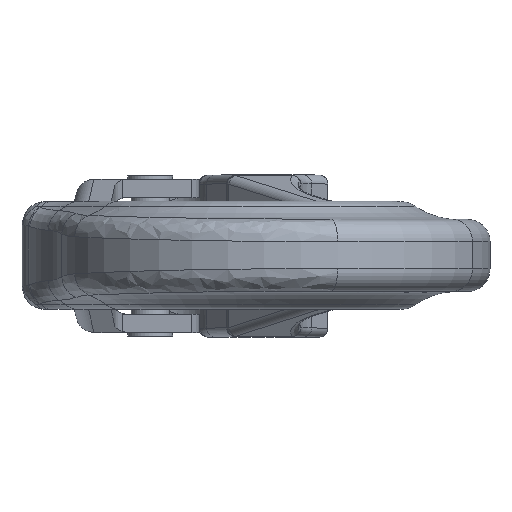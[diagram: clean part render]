
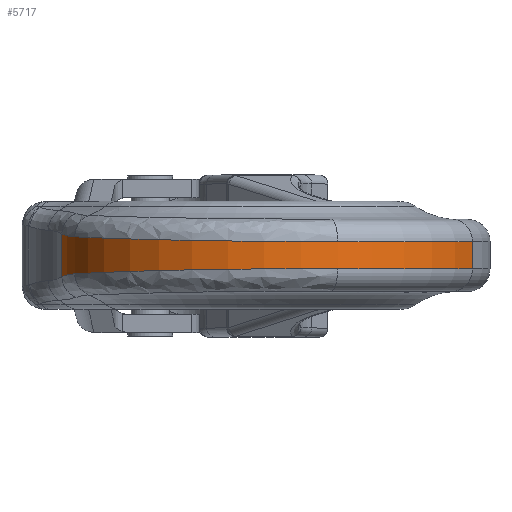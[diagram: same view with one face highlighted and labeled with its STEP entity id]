
A CAD part, top view. The second image highlights one B-rep face of the part: STEP entity #5717.
In plain terms, the highlighted cylindrical face has radius 24 mm (diameter 48 mm), a partial arc.
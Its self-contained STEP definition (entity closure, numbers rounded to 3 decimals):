
#395=DIRECTION('',(0.,1.,0.));
#396=VECTOR('',#395,4.724);
#397=CARTESIAN_POINT('',(-21.065,-2.362,51.048));
#398=LINE('',#397,#396);
#407=DIRECTION('',(0.,1.,0.));
#408=VECTOR('',#407,3.);
#409=CARTESIAN_POINT('',(24.559,-1.5,55.955));
#410=LINE('',#409,#408);
#430=CARTESIAN_POINT('',(2.5,-1.5,46.5));
#431=DIRECTION('',(0.,-1.,0.));
#432=DIRECTION('',(0.919,0.,0.394));
#433=AXIS2_PLACEMENT_3D('',#430,#431,#432);
#450=CARTESIAN_POINT('',(9.569,-1.5,69.435));
#451=CARTESIAN_POINT('',(8.546,-1.5,69.751));
#452=CARTESIAN_POINT('',(6.457,-1.503,70.244));
#453=CARTESIAN_POINT('',(3.254,-1.516,70.56));
#454=CARTESIAN_POINT('',(0.038,-1.54,70.445));
#455=CARTESIAN_POINT('',(-3.135,-1.575,69.903));
#456=CARTESIAN_POINT('',(-6.207,-1.623,68.942));
#457=CARTESIAN_POINT('',(-9.123,-1.681,67.58));
#458=CARTESIAN_POINT('',(-11.832,-1.75,65.84));
#459=CARTESIAN_POINT('',(-14.286,-1.825,63.753));
#460=CARTESIAN_POINT('',(-16.437,-1.905,61.361));
#461=CARTESIAN_POINT('',(-18.252,-1.985,58.699));
#462=CARTESIAN_POINT('',(-19.213,-2.036,56.781));
#463=CARTESIAN_POINT('',(-19.627,-2.06,55.794));
#1963=CARTESIAN_POINT('',(-21.065,-2.362,
51.048));
#1982=CARTESIAN_POINT('',(-19.627,-2.06,
55.794));
#1983=CARTESIAN_POINT('',(-19.837,-2.072,
55.295));
#1984=CARTESIAN_POINT('',(-20.225,-2.108,
54.276));
#1985=CARTESIAN_POINT('',(-20.707,-2.203,
52.694));
#1986=CARTESIAN_POINT('',(-20.958,-2.301,
51.601));
#1987=CARTESIAN_POINT('',(-21.065,-2.362,
51.048));
#2892=CARTESIAN_POINT('',(2.5,1.5,46.5));
#2893=DIRECTION('',(0.,-1.,0.));
#2894=DIRECTION('',(0.919,0.,0.394));
#2895=AXIS2_PLACEMENT_3D('',#2892,#2893,#2894);
#2912=CARTESIAN_POINT('',(9.569,1.5,69.435));
#2913=CARTESIAN_POINT('',(8.546,1.5,69.751));
#2914=CARTESIAN_POINT('',(6.457,1.503,70.244));
#2915=CARTESIAN_POINT('',(3.254,1.516,70.56));
#2916=CARTESIAN_POINT('',(0.038,1.54,70.445));
#2917=CARTESIAN_POINT('',(-3.135,1.575,69.903));
#2918=CARTESIAN_POINT('',(-6.207,1.623,68.942));
#2919=CARTESIAN_POINT('',(-9.123,1.681,67.58));
#2920=CARTESIAN_POINT('',(-11.832,1.75,65.84));
#2921=CARTESIAN_POINT('',(-14.286,1.825,63.753));
#2922=CARTESIAN_POINT('',(-16.437,1.905,61.361));
#2923=CARTESIAN_POINT('',(-18.252,1.985,58.699));
#2924=CARTESIAN_POINT('',(-19.213,2.036,56.781));
#2925=CARTESIAN_POINT('',(-19.627,2.06,55.794));
#2947=CARTESIAN_POINT('',(-19.627,2.06,55.794));
#2948=CARTESIAN_POINT('',(-19.837,2.072,55.295));
#2949=CARTESIAN_POINT('',(-20.225,2.108,54.276));
#2950=CARTESIAN_POINT('',(-20.707,2.203,52.694));
#2951=CARTESIAN_POINT('',(-20.958,2.301,51.601));
#2952=CARTESIAN_POINT('',(-21.065,2.362,51.048));
#2966=CARTESIAN_POINT('',(-21.065,2.362,51.048));
#4379=VERTEX_POINT('',#2966);
#4381=VERTEX_POINT('',#2947);
#4383=VERTEX_POINT('',#2912);
#4385=CARTESIAN_POINT('',(24.559,1.5,55.955));
#4386=VERTEX_POINT('',#4385);
#4669=VERTEX_POINT('',#1963);
#4671=VERTEX_POINT('',#1982);
#4673=VERTEX_POINT('',#450);
#4675=CARTESIAN_POINT('',(24.559,-1.5,55.955));
#4676=VERTEX_POINT('',#4675);
#5695=CARTESIAN_POINT('',(2.5,6.,46.5));
#5696=DIRECTION('',(0.,1.,0.));
#5697=DIRECTION('',(1.,0.,0.));
#5698=AXIS2_PLACEMENT_3D('',#5695,#5696,#5697);
#5699=CYLINDRICAL_SURFACE('',#5698,24.);
#5701=ORIENTED_EDGE('',*,*,#5700,.F.);
#5703=ORIENTED_EDGE('',*,*,#5702,.T.);
#5705=ORIENTED_EDGE('',*,*,#5704,.T.);
#5707=ORIENTED_EDGE('',*,*,#5706,.T.);
#5708=ORIENTED_EDGE('',*,*,#5677,.T.);
#5710=ORIENTED_EDGE('',*,*,#5709,.F.);
#5712=ORIENTED_EDGE('',*,*,#5711,.F.);
#5714=ORIENTED_EDGE('',*,*,#5713,.F.);
#5715=EDGE_LOOP('',(#5701,#5703,#5705,#5707,#5708,#5710,#5712,#5714));
#5716=FACE_OUTER_BOUND('',#5715,.F.);
#5717=ADVANCED_FACE('',(#5716),#5699,.T.);
#434=CIRCLE('',#433,24.);
#464=B_SPLINE_CURVE_WITH_KNOTS('',3,(#450,#451,#452,#453,#454,#455,#456,#457,
#458,#459,#460,#461,#462,#463),.UNSPECIFIED.,.F.,.F.,(4,1,1,1,1,1,1,1,1,1,1,4),(
0.,0.091,0.182,0.273,0.364,
0.455,0.545,0.636,0.727,
0.818,0.909,1.),.UNSPECIFIED.);
#1988=B_SPLINE_CURVE_WITH_KNOTS('',3,(#1982,#1983,#1984,#1985,#1986,#1987),
.UNSPECIFIED.,.F.,.F.,(4,1,1,4),(0.,0.333,0.667,1.),
.UNSPECIFIED.);
#2896=CIRCLE('',#2895,24.);
#2926=B_SPLINE_CURVE_WITH_KNOTS('',3,(#2912,#2913,#2914,#2915,#2916,#2917,#2918,
#2919,#2920,#2921,#2922,#2923,#2924,#2925),.UNSPECIFIED.,.F.,.F.,(4,1,1,1,1,1,1,
1,1,1,1,4),(0.,0.091,0.182,0.273,
0.364,0.455,0.545,0.636,
0.727,0.818,0.909,1.),.UNSPECIFIED.);
#2953=B_SPLINE_CURVE_WITH_KNOTS('',3,(#2947,#2948,#2949,#2950,#2951,#2952),
.UNSPECIFIED.,.F.,.F.,(4,1,1,4),(0.,0.333,0.667,1.),
.UNSPECIFIED.);
#5677=EDGE_CURVE('',#4669,#4379,#398,.T.);
#5700=EDGE_CURVE('',#4676,#4386,#410,.T.);
#5702=EDGE_CURVE('',#4676,#4673,#434,.T.);
#5704=EDGE_CURVE('',#4673,#4671,#464,.T.);
#5706=EDGE_CURVE('',#4671,#4669,#1988,.T.);
#5709=EDGE_CURVE('',#4381,#4379,#2953,.T.);
#5711=EDGE_CURVE('',#4383,#4381,#2926,.T.);
#5713=EDGE_CURVE('',#4386,#4383,#2896,.T.);
